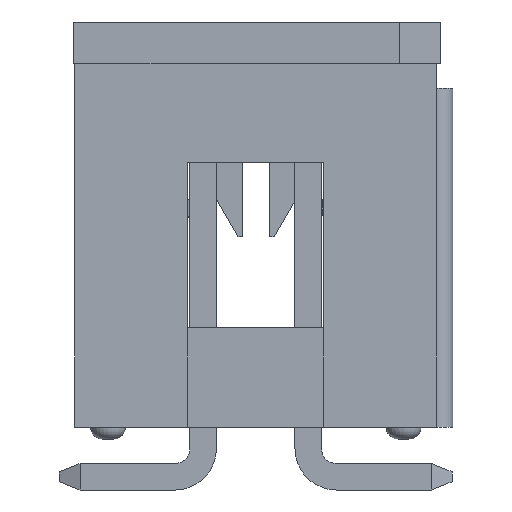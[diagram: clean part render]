
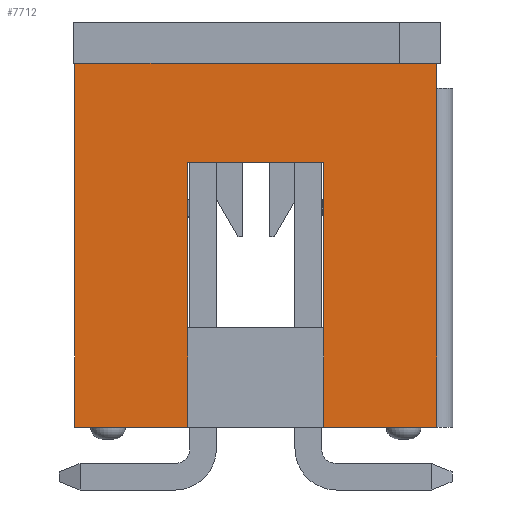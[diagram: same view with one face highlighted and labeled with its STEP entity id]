
A CAD part, front view. The second image highlights one B-rep face of the part: STEP entity #7712.
In plain terms, the highlighted face is planar.
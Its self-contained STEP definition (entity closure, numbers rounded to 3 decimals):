
#510=ORIENTED_EDGE('',*,*,#1980,.T.);
#511=ORIENTED_EDGE('',*,*,#1847,.F.);
#512=ORIENTED_EDGE('',*,*,#1839,.T.);
#513=ORIENTED_EDGE('',*,*,#1841,.T.);
#514=ORIENTED_EDGE('',*,*,#1981,.T.);
#515=ORIENTED_EDGE('',*,*,#1963,.F.);
#516=ORIENTED_EDGE('',*,*,#1772,.F.);
#517=ORIENTED_EDGE('',*,*,#1970,.T.);
#1772=EDGE_CURVE('',#2550,#2551,#3032,.T.);
#1839=EDGE_CURVE('',#2599,#2601,#3086,.T.);
#1841=EDGE_CURVE('',#2601,#2602,#3088,.T.);
#1847=EDGE_CURVE('',#2599,#2606,#3094,.T.);
#1963=EDGE_CURVE('',#2551,#2689,#3209,.T.);
#1970=EDGE_CURVE('',#2550,#2693,#3216,.T.);
#1980=EDGE_CURVE('',#2693,#2606,#3225,.T.);
#1981=EDGE_CURVE('',#2602,#2689,#3226,.T.);
#2550=VERTEX_POINT('',#9785);
#2551=VERTEX_POINT('',#9787);
#2599=VERTEX_POINT('',#9929);
#2601=VERTEX_POINT('',#9933);
#2602=VERTEX_POINT('',#9937);
#2606=VERTEX_POINT('',#9946);
#2689=VERTEX_POINT('',#10181);
#2693=VERTEX_POINT('',#10192);
#3032=LINE('',#9786,#3762);
#3086=LINE('',#9934,#3816);
#3088=LINE('',#9939,#3818);
#3094=LINE('',#9950,#3824);
#3209=LINE('',#10180,#3939);
#3216=LINE('',#10193,#3946);
#3225=LINE('',#10208,#3955);
#3226=LINE('',#10209,#3956);
#3762=VECTOR('',#8329,1000.);
#3816=VECTOR('',#8469,1000.);
#3818=VECTOR('',#8473,1000.);
#3824=VECTOR('',#8481,1000.);
#3939=VECTOR('',#8664,1000.);
#3946=VECTOR('',#8673,1000.);
#3955=VECTOR('',#8694,1000.);
#3956=VECTOR('',#8695,1000.);
#4563=EDGE_LOOP('',(#510,#511,#512,#513,#514,#515,#516,#517));
#4907=FACE_BOUND('',#4563,.T.);
#5238=PLANE('',#8045);
#7712=ADVANCED_FACE('',(#4907),#5238,.T.);
#8045=AXIS2_PLACEMENT_3D('',#10207,#8692,#8693);
#8329=DIRECTION('',(0.,1.,0.));
#8469=DIRECTION('',(0.,1.,0.));
#8473=DIRECTION('',(0.,0.,-1.));
#8481=DIRECTION('',(0.,0.,-1.));
#8664=DIRECTION('',(0.,0.,-1.));
#8673=DIRECTION('',(0.,0.,-1.));
#8692=DIRECTION('',(1.,0.,0.));
#8693=DIRECTION('',(0.,0.,-1.));
#8694=DIRECTION('',(0.,1.,0.));
#8695=DIRECTION('',(0.,1.,0.));
#9785=CARTESIAN_POINT('',(8.89,-4.375,4.4));
#9786=CARTESIAN_POINT('',(8.89,-4.375,4.4));
#9787=CARTESIAN_POINT('',(8.89,4.375,4.4));
#9929=CARTESIAN_POINT('',(8.89,-1.65,2.));
#9933=CARTESIAN_POINT('',(8.89,1.65,2.));
#9934=CARTESIAN_POINT('',(8.89,-1.65,2.));
#9937=CARTESIAN_POINT('',(8.89,1.65,-4.4));
#9939=CARTESIAN_POINT('',(8.89,1.65,2.));
#9946=CARTESIAN_POINT('',(8.89,-1.65,-4.4));
#9950=CARTESIAN_POINT('',(8.89,-1.65,2.));
#10180=CARTESIAN_POINT('',(8.89,4.375,4.4));
#10181=CARTESIAN_POINT('',(8.89,4.375,-4.4));
#10192=CARTESIAN_POINT('',(8.89,-4.375,-4.4));
#10193=CARTESIAN_POINT('',(8.89,-4.375,4.4));
#10207=CARTESIAN_POINT('',(8.89,-4.375,4.4));
#10208=CARTESIAN_POINT('',(8.89,-4.375,-4.4));
#10209=CARTESIAN_POINT('',(8.89,-4.375,-4.4));
